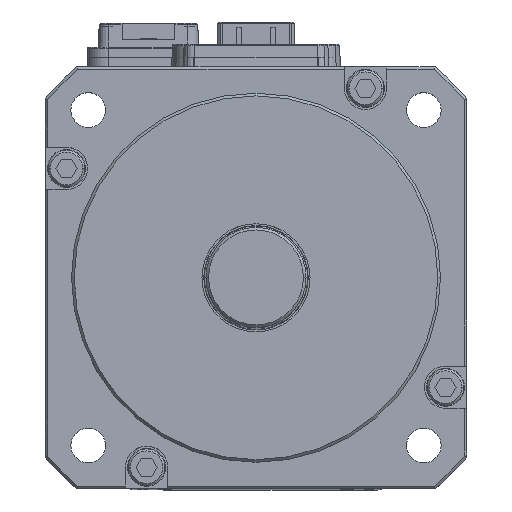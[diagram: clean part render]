
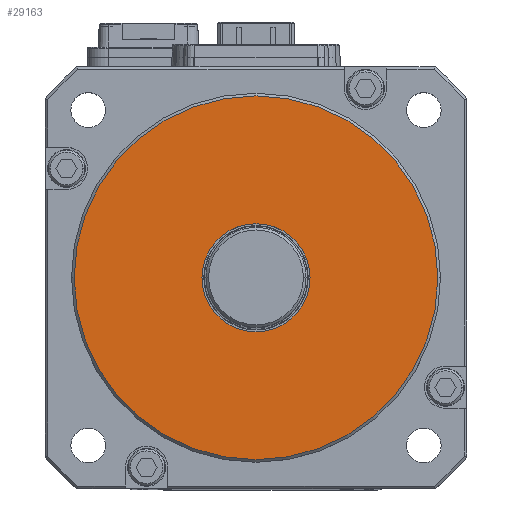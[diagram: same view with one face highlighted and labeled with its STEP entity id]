
A CAD part, top view. The second image highlights one B-rep face of the part: STEP entity #29163.
In plain terms, the highlighted planar face has unit normal (0, 0, 1).
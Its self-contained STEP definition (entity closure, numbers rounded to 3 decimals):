
#5837 = FACE_BOUND ( 'NONE', #74114, .T. ) ;
#5846 = FACE_OUTER_BOUND ( 'NONE', #74227, .T. ) ;
#5952 = CARTESIAN_POINT ( 'NONE',  ( 0., 0., 68.5 ) ) ;
#5955 = DIRECTION ( 'NONE',  ( 0., 0., 1. ) ) ;
#5958 = DIRECTION ( 'NONE',  ( 1., 0., 0. ) ) ;
#5978 = PLANE ( 'NONE',  #11867 ) ;
#11867 = AXIS2_PLACEMENT_3D ( 'NONE', #5952, #5955, #5958 ) ;
#17448 = VERTEX_POINT ( 'NONE', #53796 ) ;
#17451 = VERTEX_POINT ( 'NONE', #53805 ) ;
#17532 = VERTEX_POINT ( 'NONE', #53734 ) ;
#17560 = VERTEX_POINT ( 'NONE', #53761 ) ;
#17651 = CARTESIAN_POINT ( 'NONE',  ( 0., 0., 68.5 ) ) ;
#17663 = DIRECTION ( 'NONE',  ( 1., 0., 0. ) ) ;
#17665 = DIRECTION ( 'NONE',  ( 0., 0., 1. ) ) ;
#17792 = DIRECTION ( 'NONE',  ( 0., 0., 1. ) ) ;
#17798 = CARTESIAN_POINT ( 'NONE',  ( 0., 0., 68.5 ) ) ;
#17846 = DIRECTION ( 'NONE',  ( 1., 0., 0. ) ) ;
#20516 = DIRECTION ( 'NONE',  ( 1., 0., 0. ) ) ;
#20546 = CARTESIAN_POINT ( 'NONE',  ( 0., 0., 68.5 ) ) ;
#20552 = DIRECTION ( 'NONE',  ( 0., 0., 1. ) ) ;
#20606 = CARTESIAN_POINT ( 'NONE',  ( 0., 0., 68.5 ) ) ;
#20612 = DIRECTION ( 'NONE',  ( 1., 0., 0. ) ) ;
#20624 = DIRECTION ( 'NONE',  ( 0., 0., 1. ) ) ;
#29163 = ADVANCED_FACE ( 'NONE', ( #5846, #5837 ), #5978, .T. ) ;
#49130 = EDGE_CURVE ( 'NONE', #17451, #17448, #81004, .T. ) ;
#49139 = EDGE_CURVE ( 'NONE', #17560, #17532, #81016, .T. ) ;
#49773 = EDGE_CURVE ( 'NONE', #17448, #17451, #82040, .T. ) ;
#49804 = EDGE_CURVE ( 'NONE', #17532, #17560, #82064, .T. ) ;
#53734 = CARTESIAN_POINT ( 'NONE',  ( -10.25, 0., 68.5 ) ) ;
#53761 = CARTESIAN_POINT ( 'NONE',  ( 10.25, 0., 68.5 ) ) ;
#53796 = CARTESIAN_POINT ( 'NONE',  ( 34.5, 0., 68.5 ) ) ;
#53805 = CARTESIAN_POINT ( 'NONE',  ( -34.5, 0., 68.5 ) ) ;
#74114 = EDGE_LOOP ( 'NONE', ( #75880, #75856 ) ) ;
#74227 = EDGE_LOOP ( 'NONE', ( #75892, #75850 ) ) ;
#75850 = ORIENTED_EDGE ( 'NONE', *, *, #49773, .T. ) ;
#75856 = ORIENTED_EDGE ( 'NONE', *, *, #49139, .F. ) ;
#75880 = ORIENTED_EDGE ( 'NONE', *, *, #49804, .F. ) ;
#75892 = ORIENTED_EDGE ( 'NONE', *, *, #49130, .T. ) ;
#81004 = CIRCLE ( 'NONE', #81035, 34.5 ) ;
#81016 = CIRCLE ( 'NONE', #81017, 10.25 ) ;
#81017 = AXIS2_PLACEMENT_3D ( 'NONE', #17798, #17792, #17846 ) ;
#81035 = AXIS2_PLACEMENT_3D ( 'NONE', #17651, #17665, #17663 ) ;
#82012 = AXIS2_PLACEMENT_3D ( 'NONE', #20546, #20552, #20516 ) ;
#82040 = CIRCLE ( 'NONE', #82012, 34.5 ) ;
#82064 = CIRCLE ( 'NONE', #82121, 10.25 ) ;
#82121 = AXIS2_PLACEMENT_3D ( 'NONE', #20606, #20624, #20612 ) ;
